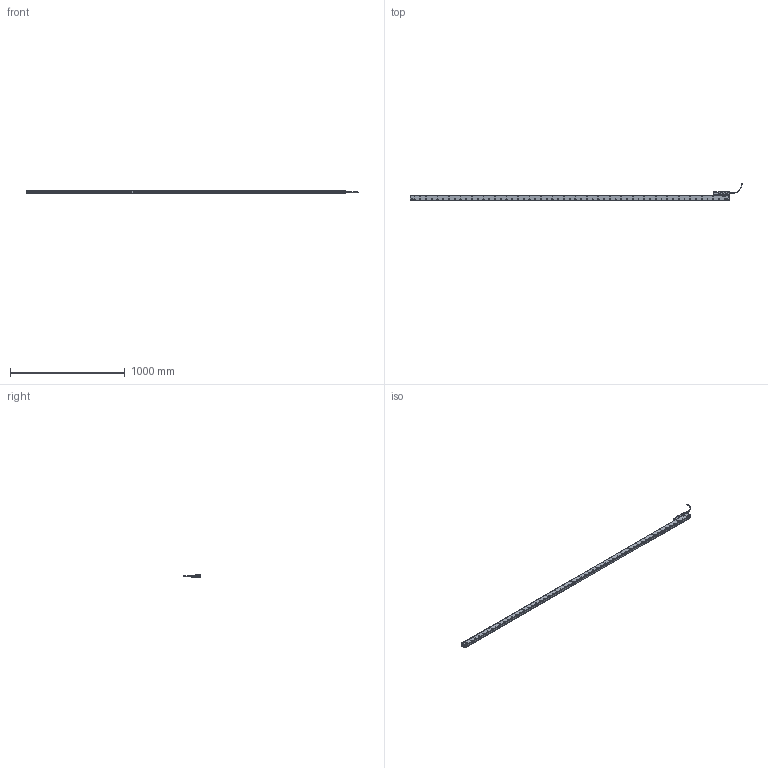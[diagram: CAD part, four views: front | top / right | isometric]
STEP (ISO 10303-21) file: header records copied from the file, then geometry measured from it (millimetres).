
FILE_DESCRIPTION(('CATIA V5 STEP'),'2;1');
FILE_NAME('SR67A-264-L.stp','2013-12-02T08:30:06+00:00',('none'),('none'),'CATIA Version 5 Release 19 SP 6 (IN-10)','CATIA V5 STEP AP214','none');
FILE_SCHEMA(('AUTOMOTIVE_DESIGN { 1 0 10303 214 1 1 1 1 }'));
Products named in the file (1): SR67A-264-L
Bounding box: 2889.4 x 153.8 x 31.5 mm (x, y, z)
Volume: 3615371.1 mm3; surface area: 574853.7 mm2
Topology: 1 solids, 265 shells, 6825 faces, 18270 edges, 12127 vertices
Faces by surface type: plane 2983, cylinder 2758, cone 720, torus 277, sphere 43, bspline 33, extrusion 11
Entity records: 205778 total; most frequent: CARTESIAN_POINT 44692, ORIENTED_EDGE 36228, DIRECTION 27032, EDGE_CURVE 18114, AXIS2_PLACEMENT_3D 12851, VERTEX_POINT 12123, VECTOR 9185, LINE 9174
